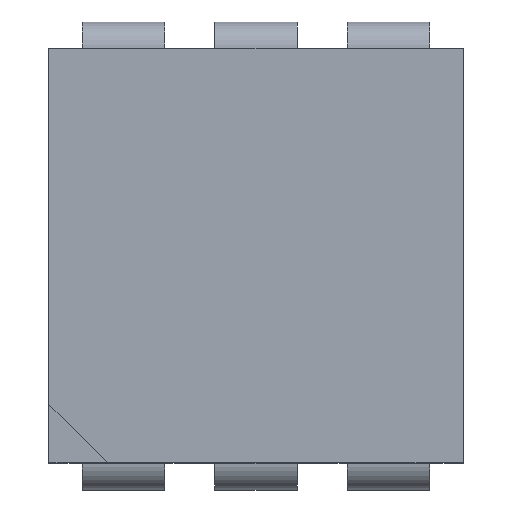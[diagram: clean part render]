
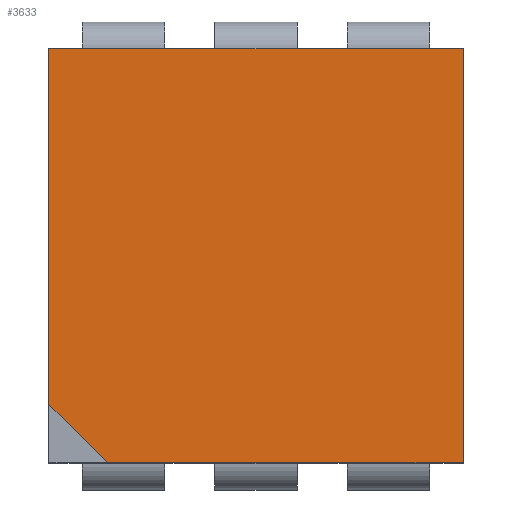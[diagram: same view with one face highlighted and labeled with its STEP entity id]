
A CAD part, top view. The second image highlights one B-rep face of the part: STEP entity #3633.
In plain terms, the highlighted planar face has unit normal (0, 0, 1).
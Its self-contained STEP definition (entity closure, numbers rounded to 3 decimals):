
#364 = DIRECTION ( 'NONE',  ( 1., 0., 0. ) ) ;
#539 = DIRECTION ( 'NONE',  ( 1., 0., 0. ) ) ;
#1018 = DIRECTION ( 'NONE',  ( 0., 1., 0. ) ) ;
#1486 = EDGE_LOOP ( 'NONE', ( #9610, #4831, #7421, #7746, #8837 ) ) ;
#2048 = AXIS2_PLACEMENT_3D ( 'NONE', #9478, #5012, #539 ) ;
#2342 = VERTEX_POINT ( 'NONE', #2953 ) ;
#2352 = CARTESIAN_POINT ( 'NONE',  ( -2.5, 2.5, 1.6 ) ) ;
#2424 = FACE_OUTER_BOUND ( 'NONE', #1486, .T. ) ;
#2670 = DIRECTION ( 'NONE',  ( 0., -1., 0. ) ) ;
#2862 = LINE ( 'NONE', #9395, #6578 ) ;
#2953 = CARTESIAN_POINT ( 'NONE',  ( -1.793, -2.5, 1.6 ) ) ;
#3081 = CARTESIAN_POINT ( 'NONE',  ( -2.5, -1.793, 1.6 ) ) ;
#3411 = VECTOR ( 'NONE', #8630, 1000. ) ;
#3455 = LINE ( 'NONE', #6279, #7173 ) ;
#3633 = ADVANCED_FACE ( 'NONE', ( #2424 ), #5726, .T. ) ;
#4831 = ORIENTED_EDGE ( 'NONE', *, *, #5000, .T. ) ;
#5000 = EDGE_CURVE ( 'NONE', #5878, #5262, #6757, .T. ) ;
#5012 = DIRECTION ( 'NONE',  ( 0., 0., 1. ) ) ;
#5262 = VERTEX_POINT ( 'NONE', #5992 ) ;
#5726 = PLANE ( 'NONE',  #2048 ) ;
#5878 = VERTEX_POINT ( 'NONE', #8955 ) ;
#5992 = CARTESIAN_POINT ( 'NONE',  ( -2.5, 2.5, 1.6 ) ) ;
#6279 = CARTESIAN_POINT ( 'NONE',  ( 2.5, -2.5, 1.6 ) ) ;
#6347 = CARTESIAN_POINT ( 'NONE',  ( -2.5, -2.5, 1.6 ) ) ;
#6427 = CARTESIAN_POINT ( 'NONE',  ( -2.5, -1.793, 1.6 ) ) ;
#6473 = LINE ( 'NONE', #6347, #8225 ) ;
#6578 = VECTOR ( 'NONE', #2670, 1000. ) ;
#6757 = LINE ( 'NONE', #2352, #8489 ) ;
#7124 = LINE ( 'NONE', #6427, #3411 ) ;
#7159 = VERTEX_POINT ( 'NONE', #7813 ) ;
#7173 = VECTOR ( 'NONE', #1018, 1000. ) ;
#7421 = ORIENTED_EDGE ( 'NONE', *, *, #8474, .T. ) ;
#7746 = ORIENTED_EDGE ( 'NONE', *, *, #9067, .T. ) ;
#7813 = CARTESIAN_POINT ( 'NONE',  ( 2.5, -2.5, 1.6 ) ) ;
#8225 = VECTOR ( 'NONE', #364, 1000. ) ;
#8300 = DIRECTION ( 'NONE',  ( -1., 0., 0. ) ) ;
#8365 = EDGE_CURVE ( 'NONE', #7159, #5878, #3455, .T. ) ;
#8427 = EDGE_CURVE ( 'NONE', #2342, #7159, #6473, .T. ) ;
#8474 = EDGE_CURVE ( 'NONE', #5262, #9241, #2862, .T. ) ;
#8489 = VECTOR ( 'NONE', #8300, 1000. ) ;
#8630 = DIRECTION ( 'NONE',  ( 0.707, -0.707, 0. ) ) ;
#8837 = ORIENTED_EDGE ( 'NONE', *, *, #8427, .T. ) ;
#8955 = CARTESIAN_POINT ( 'NONE',  ( 2.5, 2.5, 1.6 ) ) ;
#9067 = EDGE_CURVE ( 'NONE', #9241, #2342, #7124, .T. ) ;
#9241 = VERTEX_POINT ( 'NONE', #3081 ) ;
#9395 = CARTESIAN_POINT ( 'NONE',  ( -2.5, -2.5, 1.6 ) ) ;
#9478 = CARTESIAN_POINT ( 'NONE',  ( -2.5, -2.5, 1.6 ) ) ;
#9610 = ORIENTED_EDGE ( 'NONE', *, *, #8365, .T. ) ;
